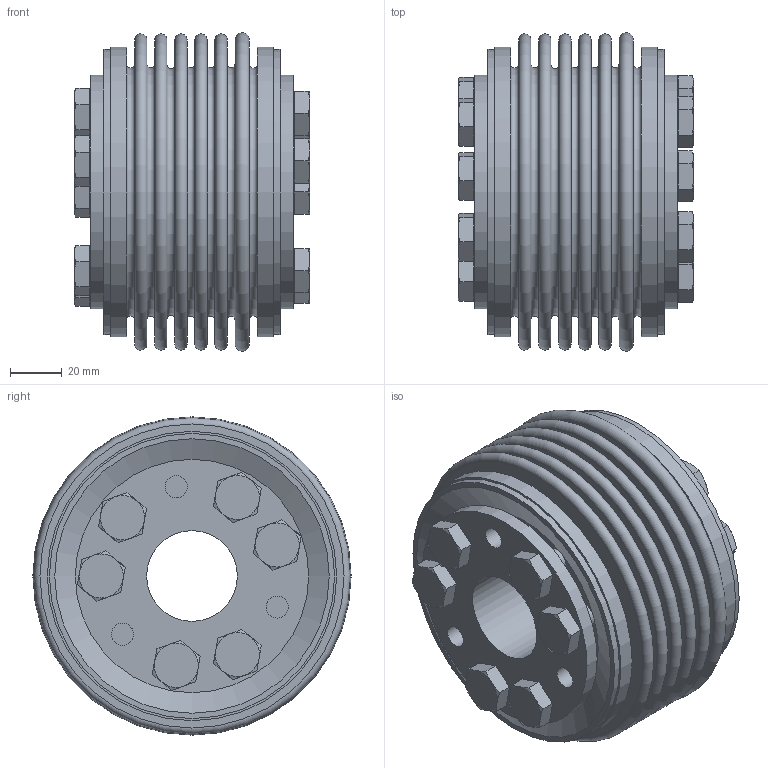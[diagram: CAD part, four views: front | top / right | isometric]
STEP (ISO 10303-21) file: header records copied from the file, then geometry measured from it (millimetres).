
FILE_DESCRIPTION( ( 'Unknown' ), '1' );
FILE_NAME( 'KSD 550.stp', 'Unknown', ( 'Unknown' ), ( 'Unknown' ), 'PSStep 10.1', 'Unknown', ' ' );
FILE_SCHEMA( ( 'AUTOMOTIVE_DESIGN { 1 0 10303 214 1 1 1 1 }' ) );
Length unit declared in the file: millimetre
Products named in the file (1): 20703599
Bounding box: 90.8 x 122.8 x 122.8 mm (x, y, z)
Volume: 477978.7 mm3; surface area: 231802.2 mm2
Topology: 1 solids, 1 shells, 344 faces, 782 edges, 506 vertices
Faces by surface type: plane 170, cone 78, cylinder 66, torus 30
Full cylindrical faces by diameter (mm): 8.5 x18, 10 x12, 11 x12, 15.5 x12, 35 x2, 55.5 x2, 90 x4, 110 x2, 111.6 x2
Entity records: 12228 total; most frequent: CARTESIAN_POINT 2511, DIRECTION 1446, ORIENTED_EDGE 1236, AXIS2_PLACEMENT_3D 651, EDGE_CURVE 618, EDGE_LOOP 550, VERTEX_POINT 444, FACE_OUTER_BOUND 440
